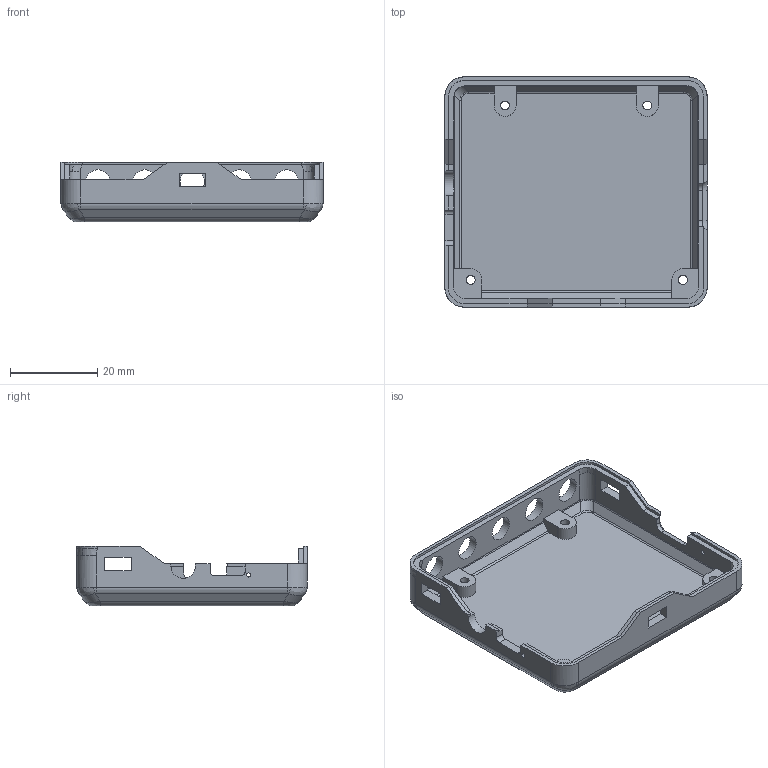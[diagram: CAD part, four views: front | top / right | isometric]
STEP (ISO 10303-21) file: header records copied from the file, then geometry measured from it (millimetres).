
FILE_DESCRIPTION(/* description */ (''),/* implementation_level */ '2;1');
FILE_NAME(/* name */ 'electronics_enclosure_bottom.step',/* time_stamp */ '2023-10-25T23:08:31+02:00',/* author */ (''),/* organization */ (''),/* preprocessor_version */ 'ST-DEVELOPER v20',/* originating_system */ 'Autodesk Translation Framework v12.14.0.127',/* authorisation */ '');
FILE_SCHEMA (('AUTOMOTIVE_DESIGN { 1 0 10303 214 3 1 1 }'));
Length unit declared in the file: millimetre
Products named in the file (1): Enclosure HapTID V1.0
Bounding box: 59.97 x 52.68 x 13.7 mm (x, y, z)
Volume: 9383.5 mm3; surface area: 10168.6 mm2
Topology: 1 solids, 1 shells, 198 faces, 544 edges, 348 vertices
Faces by surface type: plane 100, cylinder 58, bspline 36, cone 4
Full cylindrical faces by diameter (mm): 2.032 x4
Entity records: 7563 total; most frequent: CARTESIAN_POINT 2502, ORIENTED_EDGE 1088, DIRECTION 998, EDGE_CURVE 544, VERTEX_POINT 348, LINE 344, VECTOR 344, AXIS2_PLACEMENT_3D 327
